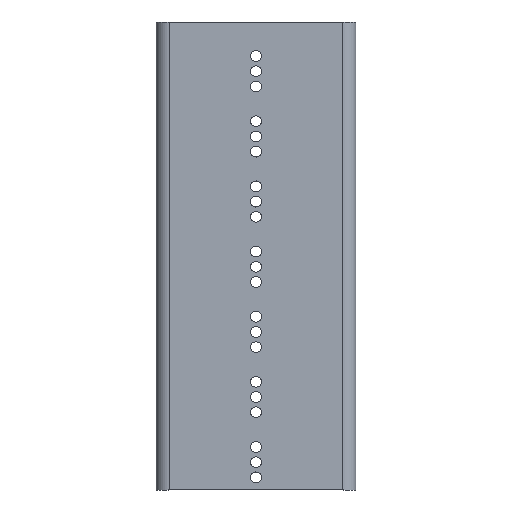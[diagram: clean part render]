
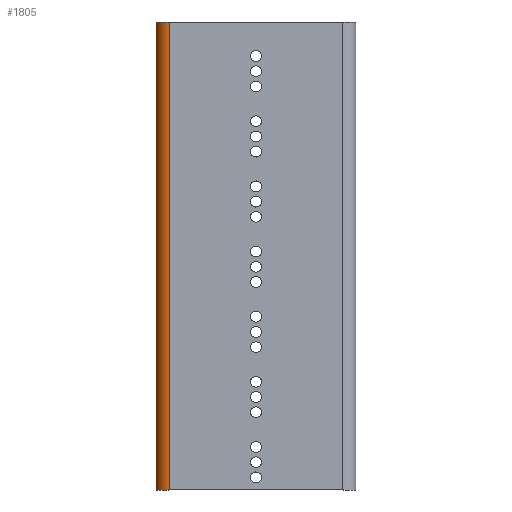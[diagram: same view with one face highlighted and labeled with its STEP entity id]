
A CAD part, front view. The second image highlights one B-rep face of the part: STEP entity #1805.
In plain terms, the highlighted cylindrical face has radius 3 mm (diameter 6 mm), a partial arc.
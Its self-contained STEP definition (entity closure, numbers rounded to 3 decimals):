
#15=CYLINDRICAL_SURFACE('',#1935,3.);
#124=FACE_OUTER_BOUND('',#236,.T.);
#236=EDGE_LOOP('',(#1272,#1273,#1274,#1275));
#378=LINE('',#2634,#555);
#381=LINE('',#2682,#558);
#555=VECTOR('',#2103,10.);
#558=VECTOR('',#2150,10.);
#726=CIRCLE('',#1911,3.);
#749=CIRCLE('',#1936,3.);
#812=VERTEX_POINT('',#2619);
#813=VERTEX_POINT('',#2621);
#818=VERTEX_POINT('',#2633);
#841=VERTEX_POINT('',#2681);
#982=EDGE_CURVE('',#813,#812,#726,.T.);
#988=EDGE_CURVE('',#813,#818,#378,.T.);
#1012=EDGE_CURVE('',#841,#812,#381,.T.);
#1013=EDGE_CURVE('',#818,#841,#749,.T.);
#1272=ORIENTED_EDGE('',*,*,#982,.T.);
#1273=ORIENTED_EDGE('',*,*,#1012,.F.);
#1274=ORIENTED_EDGE('',*,*,#1013,.F.);
#1275=ORIENTED_EDGE('',*,*,#988,.F.);
#1805=ADVANCED_FACE('',(#124),#15,.T.);
#1911=AXIS2_PLACEMENT_3D('',#2622,#2093,#2094);
#1935=AXIS2_PLACEMENT_3D('',#2680,#2148,#2149);
#1936=AXIS2_PLACEMENT_3D('',#2683,#2151,#2152);
#2093=DIRECTION('center_axis',(0.,0.,-1.));
#2094=DIRECTION('ref_axis',(-1.,0.,0.));
#2103=DIRECTION('',(0.,0.,-1.));
#2148=DIRECTION('center_axis',(0.,0.,1.));
#2149=DIRECTION('ref_axis',(-1.,0.,0.));
#2150=DIRECTION('',(0.,0.,1.));
#2151=DIRECTION('center_axis',(0.,0.,-1.));
#2152=DIRECTION('ref_axis',(-1.,0.,0.));
#2619=CARTESIAN_POINT('',(-23.,-96.75,78.4));
#2621=CARTESIAN_POINT('',(-20.,-99.75,78.4));
#2622=CARTESIAN_POINT('Origin',(-20.,-96.75,78.4));
#2633=CARTESIAN_POINT('',(-20.,-99.75,-29.35));
#2634=CARTESIAN_POINT('',(-20.,-99.75,19.8));
#2680=CARTESIAN_POINT('Origin',(-20.,-96.75,19.8));
#2681=CARTESIAN_POINT('',(-23.,-96.75,-29.35));
#2682=CARTESIAN_POINT('',(-23.,-96.75,73.3));
#2683=CARTESIAN_POINT('Origin',(-20.,-96.75,-29.35));
